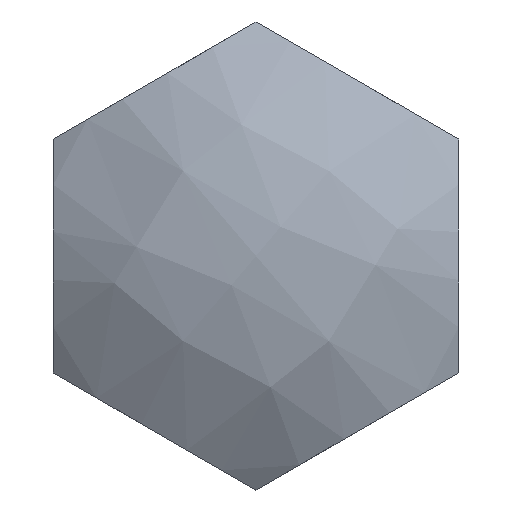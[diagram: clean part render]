
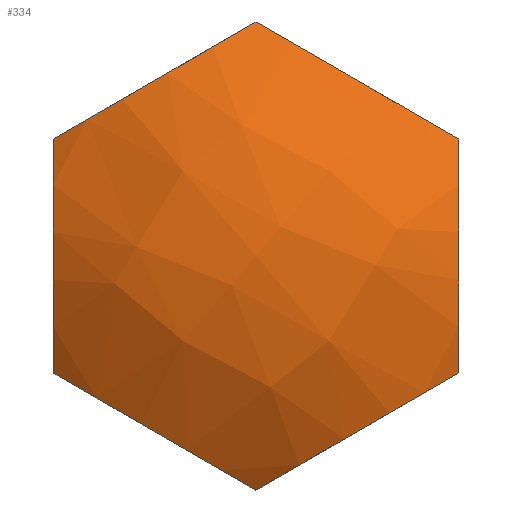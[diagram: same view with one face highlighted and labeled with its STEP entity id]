
A CAD part, front view. The second image highlights one B-rep face of the part: STEP entity #334.
In plain terms, the highlighted free-form (B-spline) face has degree [3, 3] with [4, 4] control points.
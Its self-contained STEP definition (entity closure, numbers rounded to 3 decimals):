
#5 = CARTESIAN_POINT ( 'NONE',  ( -0.877, 4.135, 12.195 ) ) ;
#11 = CARTESIAN_POINT ( 'NONE',  ( -5.027, 3.297, 9.799 ) ) ;
#15 = CARTESIAN_POINT ( 'NONE',  ( 11., 4.551, 6.351 ) ) ;
#20 = VERTEX_POINT ( 'NONE', #192 ) ;
#24 = EDGE_CURVE ( 'NONE', #72, #107, #37, .T. ) ;
#25 = CARTESIAN_POINT ( 'NONE',  ( 0., 4.551, -12.702 ) ) ;
#30 = CIRCLE ( 'NONE', #203, 16.703 ) ;
#34 = B_SPLINE_CURVE_WITH_KNOTS ( 'NONE', 3,
 ( #271, #237, #51, #354, #172, #376, #197, #109, #232, #52, #267, #330 ),
 .UNSPECIFIED., .F., .F.,
 ( 4, 2, 2, 2, 2, 4 ),
 ( 0., 0.003, 0.005, 0.006, 0.01, 0.013 ),
 .UNSPECIFIED. ) ;
#35 = CARTESIAN_POINT ( 'NONE',  ( -4.119, -3.185, 5.374 ) ) ;
#36 = CARTESIAN_POINT ( 'NONE',  ( 4.119, 3.709, -13.621 ) ) ;
#37 = B_SPLINE_CURVE_WITH_KNOTS ( 'NONE', 3,
 ( #256, #5, #135, #74, #78, #351, #11, #260, #295, #104, #137, #293 ),
 .UNSPECIFIED., .F., .F.,
 ( 4, 2, 2, 2, 2, 4 ),
 ( 0., 0.003, 0.005, 0.006, 0.01, 0.013 ),
 .UNSPECIFIED. ) ;
#49 = ORIENTED_EDGE ( 'NONE', *, *, #186, .T. ) ;
#50 = AXIS2_PLACEMENT_3D ( 'NONE', #338, #207, #205 ) ;
#51 = CARTESIAN_POINT ( 'NONE',  ( 1.775, 3.824, -11.677 ) ) ;
#52 = CARTESIAN_POINT ( 'NONE',  ( 9.209, 3.819, -7.385 ) ) ;
#57 = CARTESIAN_POINT ( 'NONE',  ( -9.225, 3.824, -7.375 ) ) ;
#59 = CARTESIAN_POINT ( 'NONE',  ( 10.123, 4.135, 6.857 ) ) ;
#65 = CARTESIAN_POINT ( 'NONE',  ( 4.119, -3.185, -5.374 ) ) ;
#68 = B_SPLINE_CURVE_WITH_KNOTS ( 'NONE', 3,
 ( #116, #240, #57, #277, #310, #86, #276, #308, #114, #390, #359, #335 ),
 .UNSPECIFIED., .F., .F.,
 ( 4, 2, 2, 2, 2, 4 ),
 ( 0., 0.003, 0.005, 0.006, 0.01, 0.013 ),
 .UNSPECIFIED. ) ;
#69 = CARTESIAN_POINT ( 'NONE',  ( 11., 1.762, -4.228 ) ) ;
#72 = VERTEX_POINT ( 'NONE', #298 ) ;
#74 = CARTESIAN_POINT ( 'NONE',  ( -3.151, 3.51, 10.883 ) ) ;
#78 = CARTESIAN_POINT ( 'NONE',  ( -3.614, 3.43, 10.615 ) ) ;
#85 = CARTESIAN_POINT ( 'NONE',  ( -11., 4.551, 6.351 ) ) ;
#86 = CARTESIAN_POINT ( 'NONE',  ( -6.448, 3.324, -8.979 ) ) ;
#91 = CARTESIAN_POINT ( 'NONE',  ( -11., 7.186, 10.714 ) ) ;
#97 = B_SPLINE_CURVE_WITH_KNOTS ( 'NONE', 3,
 ( #307, #59, #368, #395, #315, #339, #158, #313, #370, #123, #156, #317 ),
 .UNSPECIFIED., .F., .F.,
 ( 4, 2, 2, 2, 2, 4 ),
 ( 0., 0.003, 0.005, 0.006, 0.01, 0.013 ),
 .UNSPECIFIED. ) ;
#103 = VERTEX_POINT ( 'NONE', #15 ) ;
#104 = CARTESIAN_POINT ( 'NONE',  ( -9.209, 3.819, 7.385 ) ) ;
#107 = VERTEX_POINT ( 'NONE', #85 ) ;
#109 = CARTESIAN_POINT ( 'NONE',  ( 6.439, 3.297, -8.984 ) ) ;
#114 = CARTESIAN_POINT ( 'NONE',  ( -3.631, 3.401, -10.606 ) ) ;
#116 = CARTESIAN_POINT ( 'NONE',  ( -11., 4.551, -6.351 ) ) ;
#118 = CARTESIAN_POINT ( 'NONE',  ( -11., 1.762, -4.228 ) ) ;
#119 = VERTEX_POINT ( 'NONE', #329 ) ;
#120 = CARTESIAN_POINT ( 'NONE',  ( -11., 7.186, -10.714 ) ) ;
#123 = CARTESIAN_POINT ( 'NONE',  ( 1.791, 3.819, 11.668 ) ) ;
#134 = EDGE_CURVE ( 'NONE', #239, #119, #34, .T. ) ;
#135 = CARTESIAN_POINT ( 'NONE',  ( -1.775, 3.824, 11.677 ) ) ;
#137 = CARTESIAN_POINT ( 'NONE',  ( -10.123, 4.135, 6.857 ) ) ;
#156 = CARTESIAN_POINT ( 'NONE',  ( 0.877, 4.135, 12.195 ) ) ;
#158 = CARTESIAN_POINT ( 'NONE',  ( 5.973, 3.297, 9.253 ) ) ;
#162 = CARTESIAN_POINT ( 'NONE',  ( 4.119, -3.185, 5.374 ) ) ;
#172 = CARTESIAN_POINT ( 'NONE',  ( 3.614, 3.43, -10.615 ) ) ;
#184 = CARTESIAN_POINT ( 'NONE',  ( -4.119, -3.185, -5.374 ) ) ;
#186 = EDGE_CURVE ( 'NONE', #119, #103, #274, .T. ) ;
#192 = CARTESIAN_POINT ( 'NONE',  ( -11., 4.551, -6.351 ) ) ;
#194 = ORIENTED_EDGE ( 'NONE', *, *, #304, .T. ) ;
#197 = CARTESIAN_POINT ( 'NONE',  ( 5.027, 3.297, -9.799 ) ) ;
#203 = AXIS2_PLACEMENT_3D ( 'NONE', #251, #216, #366 ) ;
#205 = DIRECTION ( 'NONE',  ( 0., 0., -1. ) ) ;
#207 = DIRECTION ( 'NONE',  ( -1., 0., 0. ) ) ;
#212 = CARTESIAN_POINT ( 'NONE',  ( -11., 1.762, 4.228 ) ) ;
#214 = CARTESIAN_POINT ( 'NONE',  ( 11., 1.762, 4.228 ) ) ;
#216 = DIRECTION ( 'NONE',  ( 1., 0., 0. ) ) ;
#229 = FACE_OUTER_BOUND ( 'NONE', #385, .T. ) ;
#232 = CARTESIAN_POINT ( 'NONE',  ( 7.369, 3.401, -8.447 ) ) ;
#237 = CARTESIAN_POINT ( 'NONE',  ( 0.877, 4.135, -12.195 ) ) ;
#239 = VERTEX_POINT ( 'NONE', #25 ) ;
#240 = CARTESIAN_POINT ( 'NONE',  ( -10.123, 4.135, -6.857 ) ) ;
#250 = CARTESIAN_POINT ( 'NONE',  ( -4.119, 3.709, -13.621 ) ) ;
#251 = CARTESIAN_POINT ( 'NONE',  ( -11., 20., 0. ) ) ;
#256 = CARTESIAN_POINT ( 'NONE',  ( 0., 4.551, 12.702 ) ) ;
#260 = CARTESIAN_POINT ( 'NONE',  ( -6.439, 3.297, 8.984 ) ) ;
#266 = EDGE_CURVE ( 'NONE', #20, #239, #68, .T. ) ;
#267 = CARTESIAN_POINT ( 'NONE',  ( 10.123, 4.135, -6.857 ) ) ;
#271 = CARTESIAN_POINT ( 'NONE',  ( 0., 4.551, -12.702 ) ) ;
#274 = CIRCLE ( 'NONE', #50, 16.703 ) ;
#275 = ORIENTED_EDGE ( 'NONE', *, *, #266, .T. ) ;
#276 = CARTESIAN_POINT ( 'NONE',  ( -5.973, 3.297, -9.253 ) ) ;
#277 = CARTESIAN_POINT ( 'NONE',  ( -7.849, 3.51, -8.17 ) ) ;
#282 = CARTESIAN_POINT ( 'NONE',  ( 11., 7.186, -10.714 ) ) ;
#284 = CARTESIAN_POINT ( 'NONE',  ( -4.119, 3.709, 13.621 ) ) ;
#289 = EDGE_CURVE ( 'NONE', #103, #72, #97, .T. ) ;
#293 = CARTESIAN_POINT ( 'NONE',  ( -11., 4.551, 6.351 ) ) ;
#295 = CARTESIAN_POINT ( 'NONE',  ( -7.369, 3.401, 8.447 ) ) ;
#298 = CARTESIAN_POINT ( 'NONE',  ( 0., 4.551, 12.702 ) ) ;
#304 = EDGE_CURVE ( 'NONE', #107, #20, #30, .T. ) ;
#307 = CARTESIAN_POINT ( 'NONE',  ( 11., 4.551, 6.351 ) ) ;
#308 = CARTESIAN_POINT ( 'NONE',  ( -4.561, 3.297, -10.068 ) ) ;
#310 = CARTESIAN_POINT ( 'NONE',  ( -7.386, 3.43, -8.438 ) ) ;
#313 = CARTESIAN_POINT ( 'NONE',  ( 4.561, 3.297, 10.068 ) ) ;
#315 = CARTESIAN_POINT ( 'NONE',  ( 7.386, 3.43, 8.438 ) ) ;
#317 = CARTESIAN_POINT ( 'NONE',  ( 0., 4.551, 12.702 ) ) ;
#319 =( BOUNDED_SURFACE ( )  B_SPLINE_SURFACE ( 3, 3, ( 
 ( #342, #214, #69, #282 ),
 ( #398, #162, #65, #36 ),
 ( #284, #35, #184, #250 ),
 ( #91, #212, #118, #120 ) ),
 .UNSPECIFIED., .F., .F., .T. ) 
 B_SPLINE_SURFACE_WITH_KNOTS ( ( 4, 4 ),
 ( 4, 4 ),
 ( 0., 1. ),
 ( 0., 1. ),
 .UNSPECIFIED. ) 
 GEOMETRIC_REPRESENTATION_ITEM ( )  RATIONAL_B_SPLINE_SURFACE ( (
 ( 1., 0.845, 0.845, 1.),
 ( 0.89, 0.752, 0.752, 0.89),
 ( 0.89, 0.752, 0.752, 0.89),
 ( 1., 0.845, 0.845, 1.) ) ) 
 REPRESENTATION_ITEM ( '' )  SURFACE ( )  );
#329 = CARTESIAN_POINT ( 'NONE',  ( 11., 4.551, -6.351 ) ) ;
#330 = CARTESIAN_POINT ( 'NONE',  ( 11., 4.551, -6.351 ) ) ;
#332 = ORIENTED_EDGE ( 'NONE', *, *, #289, .T. ) ;
#334 = ADVANCED_FACE ( 'NONE', ( #229 ), #319, .T. ) ;
#335 = CARTESIAN_POINT ( 'NONE',  ( 0., 4.551, -12.702 ) ) ;
#338 = CARTESIAN_POINT ( 'NONE',  ( 11., 20., 0. ) ) ;
#339 = CARTESIAN_POINT ( 'NONE',  ( 6.448, 3.324, 8.979 ) ) ;
#342 = CARTESIAN_POINT ( 'NONE',  ( 11., 7.186, 10.714 ) ) ;
#351 = CARTESIAN_POINT ( 'NONE',  ( -4.552, 3.324, 10.074 ) ) ;
#354 = CARTESIAN_POINT ( 'NONE',  ( 3.151, 3.51, -10.883 ) ) ;
#356 = ORIENTED_EDGE ( 'NONE', *, *, #134, .T. ) ;
#359 = CARTESIAN_POINT ( 'NONE',  ( -0.877, 4.135, -12.195 ) ) ;
#366 = DIRECTION ( 'NONE',  ( 0., 0., -1. ) ) ;
#368 = CARTESIAN_POINT ( 'NONE',  ( 9.225, 3.824, 7.375 ) ) ;
#369 = ORIENTED_EDGE ( 'NONE', *, *, #24, .T. ) ;
#370 = CARTESIAN_POINT ( 'NONE',  ( 3.631, 3.401, 10.606 ) ) ;
#376 = CARTESIAN_POINT ( 'NONE',  ( 4.552, 3.324, -10.074 ) ) ;
#385 = EDGE_LOOP ( 'NONE', ( #332, #369, #194, #275, #356, #49 ) ) ;
#390 = CARTESIAN_POINT ( 'NONE',  ( -1.791, 3.819, -11.668 ) ) ;
#395 = CARTESIAN_POINT ( 'NONE',  ( 7.849, 3.51, 8.17 ) ) ;
#398 = CARTESIAN_POINT ( 'NONE',  ( 4.119, 3.709, 13.621 ) ) ;
